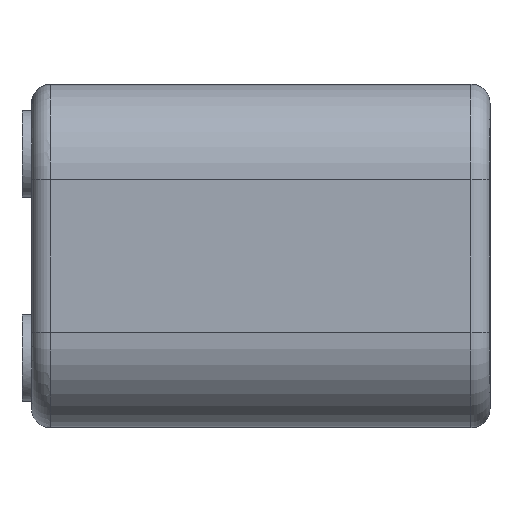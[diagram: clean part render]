
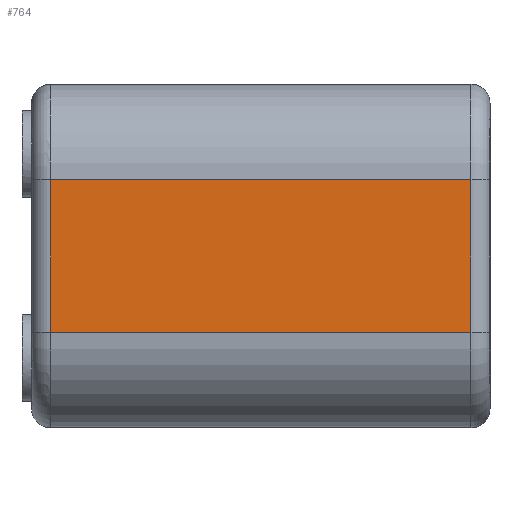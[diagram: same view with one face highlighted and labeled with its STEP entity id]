
A CAD part, left-side view. The second image highlights one B-rep face of the part: STEP entity #764.
In plain terms, the highlighted planar face has unit normal (-1, 0, 0).
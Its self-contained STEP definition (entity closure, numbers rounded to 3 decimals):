
#10 = DIRECTION ( 'NONE',  ( 0., -1., 0. ) ) ;
#19 = PLANE ( 'NONE',  #1040 ) ;
#99 = CARTESIAN_POINT ( 'NONE',  ( 0., 46., -26. ) ) ;
#111 = CARTESIAN_POINT ( 'NONE',  ( 0., 2., -26. ) ) ;
#120 = CARTESIAN_POINT ( 'NONE',  ( 0., 2., -10. ) ) ;
#157 = ORIENTED_EDGE ( 'NONE', *, *, #948, .F. ) ;
#194 = DIRECTION ( 'NONE',  ( 0., 0., -1. ) ) ;
#218 = VECTOR ( 'NONE', #447, 1000. ) ;
#234 = CARTESIAN_POINT ( 'NONE',  ( 0., 46., -10. ) ) ;
#278 = ORIENTED_EDGE ( 'NONE', *, *, #1151, .T. ) ;
#364 = CARTESIAN_POINT ( 'NONE',  ( 0., 48., -26. ) ) ;
#378 = ORIENTED_EDGE ( 'NONE', *, *, #1205, .T. ) ;
#447 = DIRECTION ( 'NONE',  ( 0., 0., 1. ) ) ;
#452 = CARTESIAN_POINT ( 'NONE',  ( 0., 46., -26. ) ) ;
#466 = VECTOR ( 'NONE', #10, 1000. ) ;
#468 = CARTESIAN_POINT ( 'NONE',  ( 0., 2., -26. ) ) ;
#494 = EDGE_CURVE ( 'NONE', #807, #1210, #688, .T. ) ;
#534 = LINE ( 'NONE', #1220, #466 ) ;
#536 = EDGE_LOOP ( 'NONE', ( #157, #278, #378, #818 ) ) ;
#588 = DIRECTION ( 'NONE',  ( 0., -1., 0. ) ) ;
#593 = VECTOR ( 'NONE', #194, 1000. ) ;
#688 = LINE ( 'NONE', #111, #218 ) ;
#693 = LINE ( 'NONE', #1109, #825 ) ;
#764 = ADVANCED_FACE ( 'NONE', ( #1343 ), #19, .F. ) ;
#784 = VERTEX_POINT ( 'NONE', #234 ) ;
#807 = VERTEX_POINT ( 'NONE', #468 ) ;
#818 = ORIENTED_EDGE ( 'NONE', *, *, #494, .T. ) ;
#825 = VECTOR ( 'NONE', #588, 1000. ) ;
#948 = EDGE_CURVE ( 'NONE', #784, #1210, #534, .T. ) ;
#961 = VERTEX_POINT ( 'NONE', #452 ) ;
#973 = LINE ( 'NONE', #99, #593 ) ;
#1027 = DIRECTION ( 'NONE',  ( 1., 0., 0. ) ) ;
#1040 = AXIS2_PLACEMENT_3D ( 'NONE', #364, #1027, #1335 ) ;
#1109 = CARTESIAN_POINT ( 'NONE',  ( 0., 48., -26. ) ) ;
#1151 = EDGE_CURVE ( 'NONE', #784, #961, #973, .T. ) ;
#1205 = EDGE_CURVE ( 'NONE', #961, #807, #693, .T. ) ;
#1210 = VERTEX_POINT ( 'NONE', #120 ) ;
#1220 = CARTESIAN_POINT ( 'NONE',  ( 0., 48., -10. ) ) ;
#1335 = DIRECTION ( 'NONE',  ( 0., 0., -1. ) ) ;
#1343 = FACE_OUTER_BOUND ( 'NONE', #536, .T. ) ;
